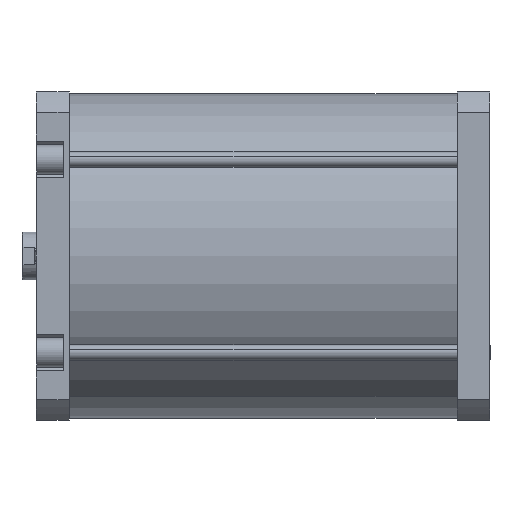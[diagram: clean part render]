
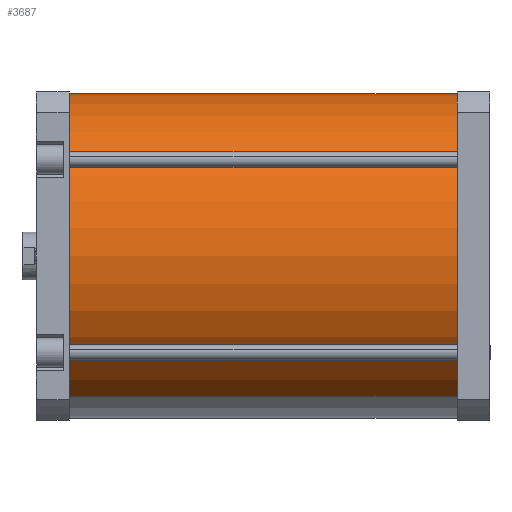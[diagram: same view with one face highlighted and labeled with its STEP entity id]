
A CAD part, front view. The second image highlights one B-rep face of the part: STEP entity #3687.
In plain terms, the highlighted cylindrical face has radius 168 mm (diameter 336 mm), a partial arc.
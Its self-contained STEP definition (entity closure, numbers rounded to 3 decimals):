
#30 = EDGE_CURVE ( 'NONE', #6944, #6946, #6257, .T. ) ;
#32 = EDGE_CURVE ( 'NONE', #6945, #6947, #6260, .T. ) ;
#33 = EDGE_CURVE ( 'NONE', #6945, #6944, #6264, .T. ) ;
#35 = EDGE_CURVE ( 'NONE', #6947, #6946, #6267, .T. ) ;
#86 = ORIENTED_EDGE ( 'NONE', *, *, #30, .F. ) ;
#99 = ORIENTED_EDGE ( 'NONE', *, *, #35, .T. ) ;
#101 = ORIENTED_EDGE ( 'NONE', *, *, #32, .T. ) ;
#130 = ORIENTED_EDGE ( 'NONE', *, *, #33, .F. ) ;
#3135 = CARTESIAN_POINT ( 'NONE',  ( 168., 0., 402. ) ) ;
#3136 = CARTESIAN_POINT ( 'NONE',  ( -168., 0., 402. ) ) ;
#3137 = CARTESIAN_POINT ( 'NONE',  ( 168., 0., 0. ) ) ;
#3138 = CARTESIAN_POINT ( 'NONE',  ( -168., 0., 0. ) ) ;
#3687 = ADVANCED_FACE ( 'NONE', ( #6425 ), #6433, .T. ) ;
#4777 = AXIS2_PLACEMENT_3D ( 'NONE', #7014, #7016, #7017 ) ;
#4781 = AXIS2_PLACEMENT_3D ( 'NONE', #7015, #7020, #7021 ) ;
#4862 = AXIS2_PLACEMENT_3D ( 'NONE', #7318, #7319, #7315 ) ;
#6229 = EDGE_LOOP ( 'NONE', ( #86, #130, #101, #99 ) ) ;
#6246 = VECTOR ( 'NONE', #7009, 1000. ) ;
#6254 = VECTOR ( 'NONE', #7013, 1000. ) ;
#6257 = LINE ( 'NONE', #7002, #6246 ) ;
#6260 = LINE ( 'NONE', #6999, #6254 ) ;
#6264 = CIRCLE ( 'NONE', #4777, 168. ) ;
#6267 = CIRCLE ( 'NONE', #4781, 168. ) ;
#6425 = FACE_OUTER_BOUND ( 'NONE', #6229, .T. ) ;
#6433 = CYLINDRICAL_SURFACE ( 'NONE', #4862, 168. ) ;
#6944 = VERTEX_POINT ( 'NONE', #3135 ) ;
#6945 = VERTEX_POINT ( 'NONE', #3136 ) ;
#6946 = VERTEX_POINT ( 'NONE', #3137 ) ;
#6947 = VERTEX_POINT ( 'NONE', #3138 ) ;
#6999 = CARTESIAN_POINT ( 'NONE',  ( -168., 0., 402. ) ) ;
#7002 = CARTESIAN_POINT ( 'NONE',  ( 168., 0., 402. ) ) ;
#7009 = DIRECTION ( 'NONE',  ( 0., 0., -1. ) ) ;
#7013 = DIRECTION ( 'NONE',  ( 0., 0., -1. ) ) ;
#7014 = CARTESIAN_POINT ( 'NONE',  ( 0., 0., 402. ) ) ;
#7015 = CARTESIAN_POINT ( 'NONE',  ( 0., 0., 0. ) ) ;
#7016 = DIRECTION ( 'NONE',  ( 0., 0., 1. ) ) ;
#7017 = DIRECTION ( 'NONE',  ( 1., 0., 0. ) ) ;
#7020 = DIRECTION ( 'NONE',  ( 0., 0., 1. ) ) ;
#7021 = DIRECTION ( 'NONE',  ( 1., 0., 0. ) ) ;
#7315 = DIRECTION ( 'NONE',  ( -1., 0., 0. ) ) ;
#7318 = CARTESIAN_POINT ( 'NONE',  ( 0., 0., 402. ) ) ;
#7319 = DIRECTION ( 'NONE',  ( 0., 0., -1. ) ) ;
